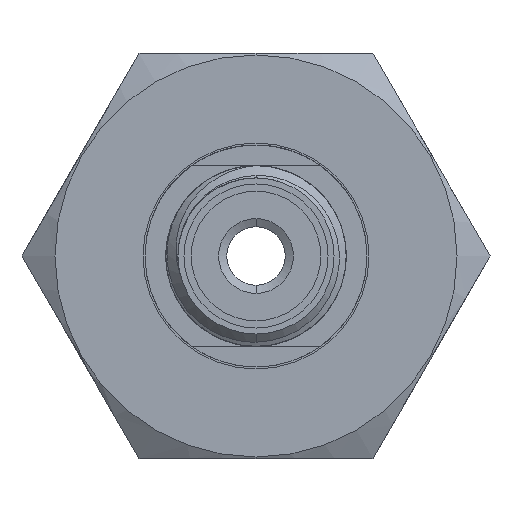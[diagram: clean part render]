
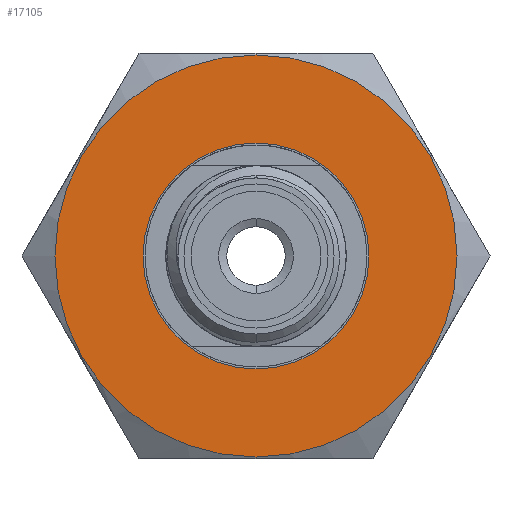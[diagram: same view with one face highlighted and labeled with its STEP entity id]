
A CAD part, left-side view. The second image highlights one B-rep face of the part: STEP entity #17105.
In plain terms, the highlighted planar face has unit normal (-1, 0, 0).
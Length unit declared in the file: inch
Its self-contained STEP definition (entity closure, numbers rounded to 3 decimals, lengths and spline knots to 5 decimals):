
#115 = FACE_OUTER_BOUND ( 'NONE', #32290, .T. ) ;
#443 = ORIENTED_EDGE ( 'NONE', *, *, #33680, .T. ) ;
#2835 = CARTESIAN_POINT ( 'NONE',  ( -1.13, 0., 0. ) ) ;
#3616 = DIRECTION ( 'NONE',  ( 0., 0., -1. ) ) ;
#5191 = CIRCLE ( 'NONE', #36269, 0.3485 ) ;
#7292 = ORIENTED_EDGE ( 'NONE', *, *, #11195, .T. ) ;
#8301 = EDGE_CURVE ( 'NONE', #26444, #24859, #30712, .T. ) ;
#8504 = DIRECTION ( 'NONE',  ( -1., 0., 0. ) ) ;
#8773 = EDGE_CURVE ( 'NONE', #24859, #26444, #18160, .T. ) ;
#9132 = DIRECTION ( 'NONE',  ( 0., 0., -1. ) ) ;
#11126 = ORIENTED_EDGE ( 'NONE', *, *, #8301, .F. ) ;
#11195 = EDGE_CURVE ( 'NONE', #20032, #33040, #5191, .T. ) ;
#11361 = CARTESIAN_POINT ( 'NONE',  ( -1.13, 0.3485, 0. ) ) ;
#11761 = PLANE ( 'NONE',  #23761 ) ;
#11809 = DIRECTION ( 'NONE',  ( 0., 0., -1. ) ) ;
#12219 = FACE_BOUND ( 'NONE', #25653, .T. ) ;
#17105 = ADVANCED_FACE ( 'NONE', ( #12219, #115 ), #11761, .T. ) ;
#17936 = CARTESIAN_POINT ( 'NONE',  ( -1.13, 0., -0.3485 ) ) ;
#18160 = CIRCLE ( 'NONE', #35260, 0.62 ) ;
#19034 = ORIENTED_EDGE ( 'NONE', *, *, #8773, .F. ) ;
#19966 = CIRCLE ( 'NONE', #35761, 0.3485 ) ;
#20032 = VERTEX_POINT ( 'NONE', #17936 ) ;
#22397 = CARTESIAN_POINT ( 'NONE',  ( -1.13, 0., 0. ) ) ;
#22418 = CARTESIAN_POINT ( 'NONE',  ( -1.13, 0., 0.62 ) ) ;
#23761 = AXIS2_PLACEMENT_3D ( 'NONE', #11361, #8504, #38176 ) ;
#24859 = VERTEX_POINT ( 'NONE', #28944 ) ;
#25252 = DIRECTION ( 'NONE',  ( 0., 0., -1. ) ) ;
#25653 = EDGE_LOOP ( 'NONE', ( #7292, #443 ) ) ;
#26444 = VERTEX_POINT ( 'NONE', #22418 ) ;
#26813 = DIRECTION ( 'NONE',  ( 1., 0., 0. ) ) ;
#27142 = CARTESIAN_POINT ( 'NONE',  ( -1.13, 0., 0. ) ) ;
#27521 = DIRECTION ( 'NONE',  ( 1., 0., 0. ) ) ;
#28228 = DIRECTION ( 'NONE',  ( 1., 0., 0. ) ) ;
#28944 = CARTESIAN_POINT ( 'NONE',  ( -1.13, 0., -0.62 ) ) ;
#29935 = CARTESIAN_POINT ( 'NONE',  ( -1.13, 0., 0.3485 ) ) ;
#30712 = CIRCLE ( 'NONE', #30821, 0.62 ) ;
#30821 = AXIS2_PLACEMENT_3D ( 'NONE', #27142, #27521, #3616 ) ;
#32290 = EDGE_LOOP ( 'NONE', ( #19034, #11126 ) ) ;
#32294 = DIRECTION ( 'NONE',  ( 1., 0., 0. ) ) ;
#32599 = CARTESIAN_POINT ( 'NONE',  ( -1.13, 0., 0. ) ) ;
#33040 = VERTEX_POINT ( 'NONE', #29935 ) ;
#33680 = EDGE_CURVE ( 'NONE', #33040, #20032, #19966, .T. ) ;
#35260 = AXIS2_PLACEMENT_3D ( 'NONE', #2835, #32294, #11809 ) ;
#35761 = AXIS2_PLACEMENT_3D ( 'NONE', #22397, #28228, #25252 ) ;
#36269 = AXIS2_PLACEMENT_3D ( 'NONE', #32599, #26813, #9132 ) ;
#38176 = DIRECTION ( 'NONE',  ( 0., 0., 1. ) ) ;
